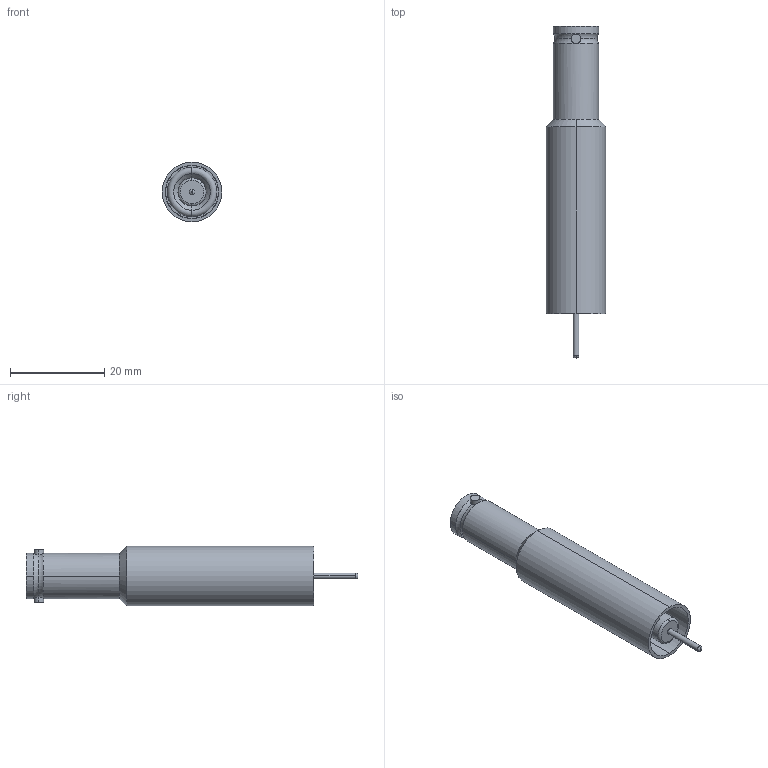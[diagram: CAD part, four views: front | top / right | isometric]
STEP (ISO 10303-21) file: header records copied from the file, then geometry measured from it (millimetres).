
FILE_DESCRIPTION (( 'STEP AP214' ), '1' );
FILE_NAME ('XSG-10.step', '2017-07-10T09:27:15', ( 'install' ), ( '' ), 'SwSTEP 2.0', 'SolidWorks 2015', '' );
FILE_SCHEMA (( 'AUTOMOTIVE_DESIGN' ));
Length unit declared in the file: inch
Products named in the file (1): XSG-10
Bounding box: 12.62 x 70.38 x 12.62 mm (x, y, z)
Volume: 3447.8 mm3; surface area: 5977.7 mm2
Topology: 1 solids, 3 shells, 86 faces, 198 edges, 130 vertices
Faces by surface type: cylinder 42, plane 20, torus 16, cone 8
Entity records: 2854 total; most frequent: CARTESIAN_POINT 787, DIRECTION 464, ORIENTED_EDGE 396, AXIS2_PLACEMENT_3D 207, EDGE_CURVE 198, VERTEX_POINT 130, CIRCLE 120, EDGE_LOOP 102
